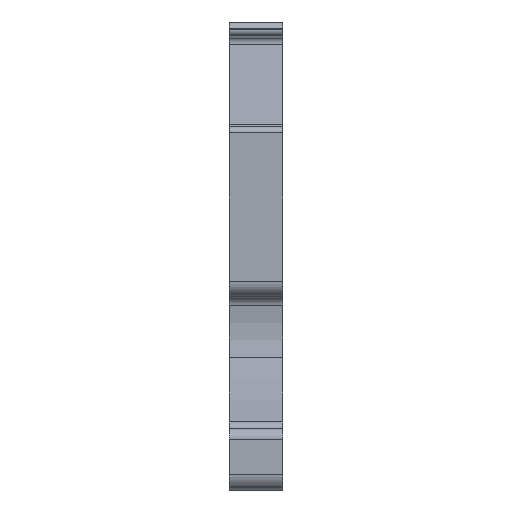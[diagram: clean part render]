
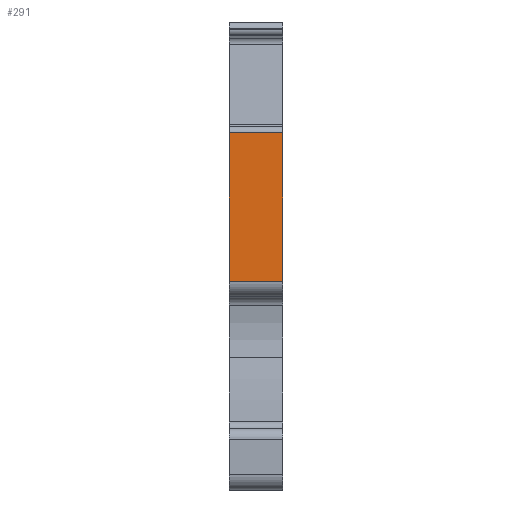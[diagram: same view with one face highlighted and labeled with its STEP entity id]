
A CAD part, front view. The second image highlights one B-rep face of the part: STEP entity #291.
In plain terms, the highlighted planar face has unit normal (0, -1, 0).
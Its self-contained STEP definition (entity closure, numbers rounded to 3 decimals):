
#291 = ADVANCED_FACE( '', ( #692 ), #693, .T. );
#692 = FACE_OUTER_BOUND( '', #1199, .T. );
#693 = PLANE( '', #1200 );
#1199 = EDGE_LOOP( '', ( #2197, #2198, #2199, #2200 ) );
#1200 = AXIS2_PLACEMENT_3D( '', #2201, #2202, #2203 );
#2197 = ORIENTED_EDGE( '', *, *, #3469, .F. );
#2198 = ORIENTED_EDGE( '', *, *, #3558, .F. );
#2199 = ORIENTED_EDGE( '', *, *, #3253, .T. );
#2200 = ORIENTED_EDGE( '', *, *, #3559, .T. );
#2201 = CARTESIAN_POINT( '', ( -3.5, -22.3, 7.182 ) );
#2202 = DIRECTION( '', ( 0., -1., 0. ) );
#2203 = DIRECTION( '', ( 0., 0., -1. ) );
#3253 = EDGE_CURVE( '', #3982, #3980, #3983, .F. );
#3469 = EDGE_CURVE( '', #4371, #4373, #4374, .T. );
#3558 = EDGE_CURVE( '', #3982, #4371, #4484, .T. );
#3559 = EDGE_CURVE( '', #3980, #4373, #4485, .T. );
#3980 = VERTEX_POINT( '', #4996 );
#3982 = VERTEX_POINT( '', #4998 );
#3983 = LINE( '', #4999, #5000 );
#4371 = VERTEX_POINT( '', #5515 );
#4373 = VERTEX_POINT( '', #5517 );
#4374 = LINE( '', #5518, #5519 );
#4484 = LINE( '', #5678, #5679 );
#4485 = LINE( '', #5680, #5681 );
#4996 = CARTESIAN_POINT( '', ( -3.5, -22.3, -2.5 ) );
#4998 = CARTESIAN_POINT( '', ( -3.5, -22.3, 7.182 ) );
#4999 = CARTESIAN_POINT( '', ( -3.5, -22.3, 7.182 ) );
#5000 = VECTOR( '', #6161, 1000. );
#5515 = CARTESIAN_POINT( '', ( 0., -22.3, 7.182 ) );
#5517 = CARTESIAN_POINT( '', ( 0., -22.3, -2.5 ) );
#5518 = CARTESIAN_POINT( '', ( 0., -22.3, 13.9 ) );
#5519 = VECTOR( '', #6520, 1000. );
#5678 = CARTESIAN_POINT( '', ( -3.5, -22.3, 7.182 ) );
#5679 = VECTOR( '', #6606, 1000. );
#5680 = CARTESIAN_POINT( '', ( -3.5, -22.3, -2.5 ) );
#5681 = VECTOR( '', #6607, 1000. );
#6161 = DIRECTION( '', ( 0., 0., 1. ) );
#6520 = DIRECTION( '', ( 0., 0., -1. ) );
#6606 = DIRECTION( '', ( 1., 0., 0. ) );
#6607 = DIRECTION( '', ( 1., 0., 0. ) );
